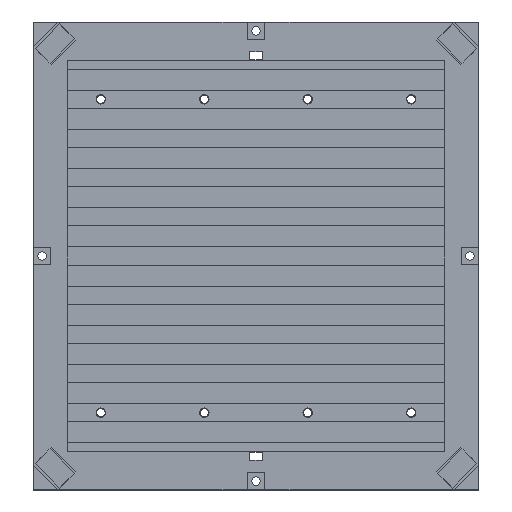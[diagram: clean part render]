
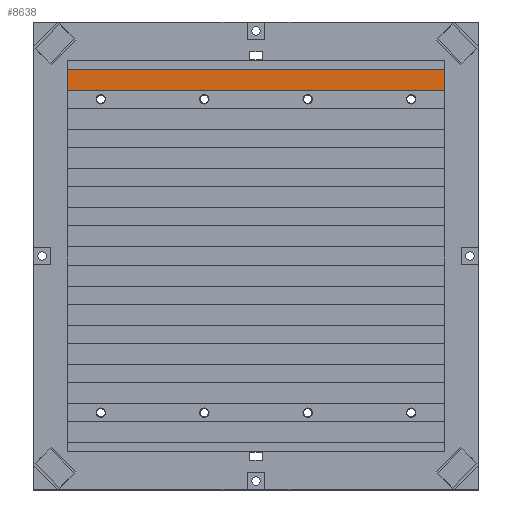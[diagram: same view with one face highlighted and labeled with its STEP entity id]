
A CAD part, top view. The second image highlights one B-rep face of the part: STEP entity #8638.
In plain terms, the highlighted planar face has unit normal (0, 0, 1).
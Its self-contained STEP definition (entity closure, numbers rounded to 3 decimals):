
#1974 = PLANE('',#1975);
#1975 = AXIS2_PLACEMENT_3D('',#1976,#1977,#1978);
#1976 = CARTESIAN_POINT('',(-91.3,-94.7,0.));
#1977 = DIRECTION('',(-1.,0.,0.));
#1978 = DIRECTION('',(0.,1.,0.));
#2028 = PLANE('',#2029);
#2029 = AXIS2_PLACEMENT_3D('',#2030,#2031,#2032);
#2030 = CARTESIAN_POINT('',(91.3,-94.7,0.));
#2031 = DIRECTION('',(-1.,0.,0.));
#2032 = DIRECTION('',(0.,1.,0.));
#5871 = VERTEX_POINT('',#5872);
#5872 = CARTESIAN_POINT('',(-91.3,80.13,3.3));
#5886 = PLANE('',#5887);
#5887 = AXIS2_PLACEMENT_3D('',#5888,#5889,#5890);
#5888 = CARTESIAN_POINT('',(-91.3,80.13,3.8));
#5889 = DIRECTION('',(0.,-1.,0.));
#5890 = DIRECTION('',(1.,0.,0.));
#5898 = EDGE_CURVE('',#5871,#5899,#5901,.T.);
#5899 = VERTEX_POINT('',#5900);
#5900 = CARTESIAN_POINT('',(-91.3,90.33,3.3));
#5901 = SURFACE_CURVE('',#5902,(#5906,#5913),.PCURVE_S1.);
#5902 = LINE('',#5903,#5904);
#5903 = CARTESIAN_POINT('',(-91.3,85.23,3.3));
#5904 = VECTOR('',#5905,1.);
#5905 = DIRECTION('',(0.,1.,0.));
#5906 = PCURVE('',#1974,#5907);
#5907 = DEFINITIONAL_REPRESENTATION('',(#5908),#5912);
#5908 = LINE('',#5909,#5910);
#5909 = CARTESIAN_POINT('',(179.93,-3.3));
#5910 = VECTOR('',#5911,1.);
#5911 = DIRECTION('',(1.,0.));
#5912 = ( GEOMETRIC_REPRESENTATION_CONTEXT(2) 
PARAMETRIC_REPRESENTATION_CONTEXT() REPRESENTATION_CONTEXT('2D SPACE',''
  ) );
#5913 = PCURVE('',#5914,#5919);
#5914 = PLANE('',#5915);
#5915 = AXIS2_PLACEMENT_3D('',#5916,#5917,#5918);
#5916 = CARTESIAN_POINT('',(0.,85.23,3.3));
#5917 = DIRECTION('',(0.,0.,1.));
#5918 = DIRECTION('',(1.,0.,0.));
#5919 = DEFINITIONAL_REPRESENTATION('',(#5920),#5924);
#5920 = LINE('',#5921,#5922);
#5921 = CARTESIAN_POINT('',(-91.3,0.));
#5922 = VECTOR('',#5923,1.);
#5923 = DIRECTION('',(0.,1.));
#5924 = ( GEOMETRIC_REPRESENTATION_CONTEXT(2) 
PARAMETRIC_REPRESENTATION_CONTEXT() REPRESENTATION_CONTEXT('2D SPACE',''
  ) );
#5942 = PLANE('',#5943);
#5943 = AXIS2_PLACEMENT_3D('',#5944,#5945,#5946);
#5944 = CARTESIAN_POINT('',(-91.3,90.33,3.8));
#5945 = DIRECTION('',(0.,-1.,0.));
#5946 = DIRECTION('',(1.,0.,0.));
#6860 = VERTEX_POINT('',#6861);
#6861 = CARTESIAN_POINT('',(91.3,80.13,3.3));
#6882 = EDGE_CURVE('',#6860,#6883,#6885,.T.);
#6883 = VERTEX_POINT('',#6884);
#6884 = CARTESIAN_POINT('',(91.3,90.33,3.3));
#6885 = SURFACE_CURVE('',#6886,(#6890,#6897),.PCURVE_S1.);
#6886 = LINE('',#6887,#6888);
#6887 = CARTESIAN_POINT('',(91.3,85.23,3.3));
#6888 = VECTOR('',#6889,1.);
#6889 = DIRECTION('',(0.,1.,0.));
#6890 = PCURVE('',#2028,#6891);
#6891 = DEFINITIONAL_REPRESENTATION('',(#6892),#6896);
#6892 = LINE('',#6893,#6894);
#6893 = CARTESIAN_POINT('',(179.93,-3.3));
#6894 = VECTOR('',#6895,1.);
#6895 = DIRECTION('',(1.,0.));
#6896 = ( GEOMETRIC_REPRESENTATION_CONTEXT(2) 
PARAMETRIC_REPRESENTATION_CONTEXT() REPRESENTATION_CONTEXT('2D SPACE',''
  ) );
#6897 = PCURVE('',#5914,#6898);
#6898 = DEFINITIONAL_REPRESENTATION('',(#6899),#6903);
#6899 = LINE('',#6900,#6901);
#6900 = CARTESIAN_POINT('',(91.3,0.));
#6901 = VECTOR('',#6902,1.);
#6902 = DIRECTION('',(0.,1.));
#6903 = ( GEOMETRIC_REPRESENTATION_CONTEXT(2) 
PARAMETRIC_REPRESENTATION_CONTEXT() REPRESENTATION_CONTEXT('2D SPACE',''
  ) );
#8616 = EDGE_CURVE('',#5899,#6883,#8617,.T.);
#8617 = SURFACE_CURVE('',#8618,(#8622,#8629),.PCURVE_S1.);
#8618 = LINE('',#8619,#8620);
#8619 = CARTESIAN_POINT('',(0.,90.33,3.3));
#8620 = VECTOR('',#8621,1.);
#8621 = DIRECTION('',(1.,0.,0.));
#8622 = PCURVE('',#5942,#8623);
#8623 = DEFINITIONAL_REPRESENTATION('',(#8624),#8628);
#8624 = LINE('',#8625,#8626);
#8625 = CARTESIAN_POINT('',(91.3,-0.5));
#8626 = VECTOR('',#8627,1.);
#8627 = DIRECTION('',(1.,0.));
#8628 = ( GEOMETRIC_REPRESENTATION_CONTEXT(2) 
PARAMETRIC_REPRESENTATION_CONTEXT() REPRESENTATION_CONTEXT('2D SPACE',''
  ) );
#8629 = PCURVE('',#5914,#8630);
#8630 = DEFINITIONAL_REPRESENTATION('',(#8631),#8635);
#8631 = LINE('',#8632,#8633);
#8632 = CARTESIAN_POINT('',(0.,5.1));
#8633 = VECTOR('',#8634,1.);
#8634 = DIRECTION('',(1.,0.));
#8635 = ( GEOMETRIC_REPRESENTATION_CONTEXT(2) 
PARAMETRIC_REPRESENTATION_CONTEXT() REPRESENTATION_CONTEXT('2D SPACE',''
  ) );
#8638 = ADVANCED_FACE('',(#8639),#5914,.T.);
#8639 = FACE_BOUND('',#8640,.T.);
#8640 = EDGE_LOOP('',(#8641,#8642,#8663,#8664));
#8641 = ORIENTED_EDGE('',*,*,#5898,.F.);
#8642 = ORIENTED_EDGE('',*,*,#8643,.T.);
#8643 = EDGE_CURVE('',#5871,#6860,#8644,.T.);
#8644 = SURFACE_CURVE('',#8645,(#8649,#8656),.PCURVE_S1.);
#8645 = LINE('',#8646,#8647);
#8646 = CARTESIAN_POINT('',(0.,80.13,3.3));
#8647 = VECTOR('',#8648,1.);
#8648 = DIRECTION('',(1.,0.,0.));
#8649 = PCURVE('',#5914,#8650);
#8650 = DEFINITIONAL_REPRESENTATION('',(#8651),#8655);
#8651 = LINE('',#8652,#8653);
#8652 = CARTESIAN_POINT('',(0.,-5.1));
#8653 = VECTOR('',#8654,1.);
#8654 = DIRECTION('',(1.,0.));
#8655 = ( GEOMETRIC_REPRESENTATION_CONTEXT(2) 
PARAMETRIC_REPRESENTATION_CONTEXT() REPRESENTATION_CONTEXT('2D SPACE',''
  ) );
#8656 = PCURVE('',#5886,#8657);
#8657 = DEFINITIONAL_REPRESENTATION('',(#8658),#8662);
#8658 = LINE('',#8659,#8660);
#8659 = CARTESIAN_POINT('',(91.3,-0.5));
#8660 = VECTOR('',#8661,1.);
#8661 = DIRECTION('',(1.,0.));
#8662 = ( GEOMETRIC_REPRESENTATION_CONTEXT(2) 
PARAMETRIC_REPRESENTATION_CONTEXT() REPRESENTATION_CONTEXT('2D SPACE',''
  ) );
#8663 = ORIENTED_EDGE('',*,*,#6882,.T.);
#8664 = ORIENTED_EDGE('',*,*,#8616,.F.);
